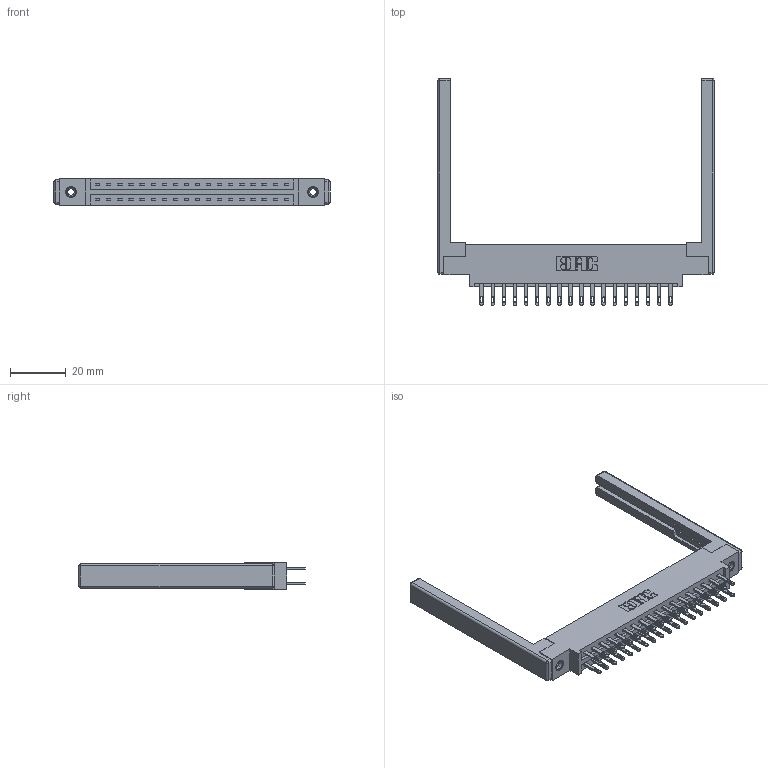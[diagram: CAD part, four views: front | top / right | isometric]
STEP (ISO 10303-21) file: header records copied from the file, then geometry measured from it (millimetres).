
FILE_DESCRIPTION (( 'STEP AP203' ), '1' );
FILE_NAME ('337-036-500-868.STEP', '2019-10-11T02:40:14', ( '' ), ( '' ), 'SwSTEP 2.0', 'SolidWorks 2016', '' );
FILE_SCHEMA (( 'CONFIG_CONTROL_DESIGN' ));
Length unit declared in the file: inch
Products named in the file (5): 337-036-500-868; 345-250-001_345-250-001-102; 337 Part_0.170 Offset - 0.156 Dia-TI; 307-220-068; 345-292-001_345-293-100
Assembly tree (41 placements, depth 2):
  337-036-500-868
    337 Part_0.170 Offset - 0.156 Dia-TI
    345-292-001_345-293-100  x36
    345-250-001_345-250-001-102  x2
    307-220-068  x2
Bounding box: 98.76 x 80.9 x 9.4 mm (x, y, z)
Volume: 14465.4 mm3; surface area: 15704.7 mm2
Topology: 41 solids, 41 shells, 2072 faces, 6221 edges, 4126 vertices
Faces by surface type: plane 1314, cylinder 734, cone 12, sphere 8, torus 4
Entity records: 19882 total; most frequent: CARTESIAN_POINT 3335, ORIENTED_EDGE 3260, DIRECTION 2952, EDGE_CURVE 1630, VECTOR 1448, LINE 1448, VERTEX_POINT 1078, AXIS2_PLACEMENT_3D 752
